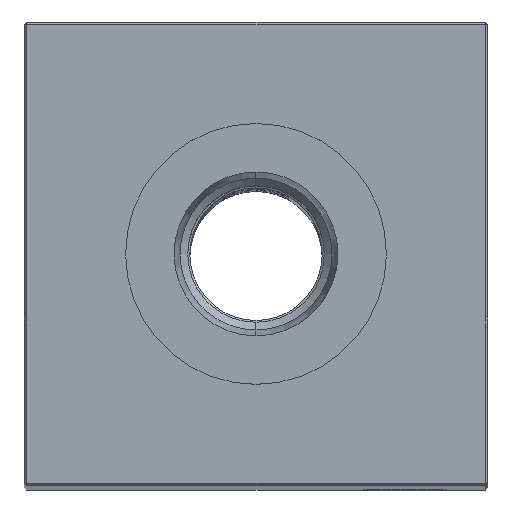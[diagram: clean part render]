
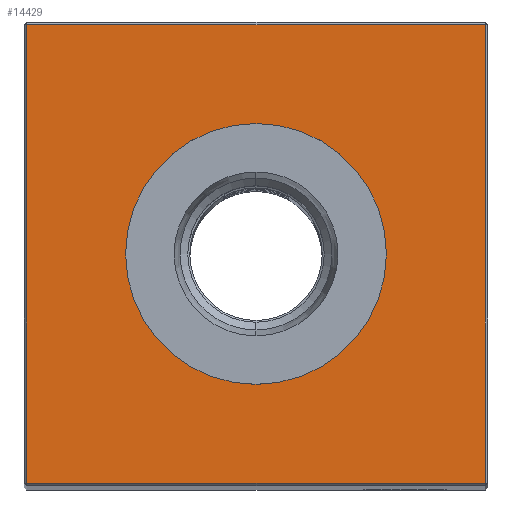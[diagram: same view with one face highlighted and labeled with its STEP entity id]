
A CAD part, top view. The second image highlights one B-rep face of the part: STEP entity #14429.
In plain terms, the highlighted planar face has unit normal (0, 0, 1).
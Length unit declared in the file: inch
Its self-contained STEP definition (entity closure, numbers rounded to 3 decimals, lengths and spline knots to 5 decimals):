
#175 = AXIS2_PLACEMENT_3D ( 'NONE', #799, #13964, #11222 ) ;
#332 = DIRECTION ( 'NONE',  ( -1., 0., 0. ) ) ;
#799 = CARTESIAN_POINT ( 'NONE',  ( 0., 0., 9. ) ) ;
#1856 = CARTESIAN_POINT ( 'NONE',  ( 0.865, -0.865, 9. ) ) ;
#2573 = CARTESIAN_POINT ( 'NONE',  ( -0.865, -0.865, 9. ) ) ;
#3027 = EDGE_CURVE ( 'NONE', #16810, #24010, #27483, .T. ) ;
#3060 = DIRECTION ( 'NONE',  ( -1., 0., 0. ) ) ;
#3927 = CARTESIAN_POINT ( 'NONE',  ( -0.865, 0., 9. ) ) ;
#4065 = DIRECTION ( 'NONE',  ( 0., -1., 0. ) ) ;
#4530 = DIRECTION ( 'NONE',  ( 0., 0., -1. ) ) ;
#4574 = ORIENTED_EDGE ( 'NONE', *, *, #5976, .T. ) ;
#4768 = VERTEX_POINT ( 'NONE', #14384 ) ;
#5534 = DIRECTION ( 'NONE',  ( 0., 0., -1. ) ) ;
#5976 = EDGE_CURVE ( 'NONE', #26268, #16810, #13930, .T. ) ;
#7625 = ORIENTED_EDGE ( 'NONE', *, *, #25848, .T. ) ;
#7693 = CARTESIAN_POINT ( 'NONE',  ( 0.865, 0., 9. ) ) ;
#9419 = CIRCLE ( 'NONE', #24150, 0.49213 ) ;
#9650 = ORIENTED_EDGE ( 'NONE', *, *, #3027, .T. ) ;
#9873 = VECTOR ( 'NONE', #4065, 39.37008 ) ;
#10353 = EDGE_LOOP ( 'NONE', ( #7625, #22466 ) ) ;
#11187 = VECTOR ( 'NONE', #16497, 39.37008 ) ;
#11222 = DIRECTION ( 'NONE',  ( -1., 0., 0. ) ) ;
#11656 = PLANE ( 'NONE',  #175 ) ;
#12105 = VERTEX_POINT ( 'NONE', #28418 ) ;
#13349 = LINE ( 'NONE', #16098, #16790 ) ;
#13442 = EDGE_CURVE ( 'NONE', #4768, #12105, #9419, .T. ) ;
#13517 = EDGE_CURVE ( 'NONE', #14284, #26268, #28057, .T. ) ;
#13930 = LINE ( 'NONE', #24900, #14987 ) ;
#13964 = DIRECTION ( 'NONE',  ( 0., 0., -1. ) ) ;
#14284 = VERTEX_POINT ( 'NONE', #14997 ) ;
#14384 = CARTESIAN_POINT ( 'NONE',  ( 0., -0.49213, 9. ) ) ;
#14429 = ADVANCED_FACE ( 'NONE', ( #24938, #25090 ), #11656, .F. ) ;
#14987 = VECTOR ( 'NONE', #26788, 39.37008 ) ;
#14997 = CARTESIAN_POINT ( 'NONE',  ( -0.865, 0.865, 9. ) ) ;
#16098 = CARTESIAN_POINT ( 'NONE',  ( 0., 0.865, 9. ) ) ;
#16497 = DIRECTION ( 'NONE',  ( 0., 1., 0. ) ) ;
#16790 = VECTOR ( 'NONE', #332, 39.37008 ) ;
#16810 = VERTEX_POINT ( 'NONE', #1856 ) ;
#17865 = CARTESIAN_POINT ( 'NONE',  ( 0., 0., 9. ) ) ;
#17982 = CARTESIAN_POINT ( 'NONE',  ( 0., 0., 9. ) ) ;
#18031 = ORIENTED_EDGE ( 'NONE', *, *, #13517, .T. ) ;
#18034 = EDGE_CURVE ( 'NONE', #24010, #14284, #13349, .T. ) ;
#18055 = CIRCLE ( 'NONE', #25424, 0.49213 ) ;
#20143 = DIRECTION ( 'NONE',  ( -1., 0., 0. ) ) ;
#22093 = ORIENTED_EDGE ( 'NONE', *, *, #18034, .T. ) ;
#22466 = ORIENTED_EDGE ( 'NONE', *, *, #13442, .T. ) ;
#24010 = VERTEX_POINT ( 'NONE', #27762 ) ;
#24150 = AXIS2_PLACEMENT_3D ( 'NONE', #17865, #5534, #3060 ) ;
#24900 = CARTESIAN_POINT ( 'NONE',  ( 0., -0.865, 9. ) ) ;
#24938 = FACE_OUTER_BOUND ( 'NONE', #25586, .T. ) ;
#25090 = FACE_BOUND ( 'NONE', #10353, .T. ) ;
#25424 = AXIS2_PLACEMENT_3D ( 'NONE', #17982, #4530, #20143 ) ;
#25586 = EDGE_LOOP ( 'NONE', ( #18031, #4574, #9650, #22093 ) ) ;
#25848 = EDGE_CURVE ( 'NONE', #12105, #4768, #18055, .T. ) ;
#26268 = VERTEX_POINT ( 'NONE', #2573 ) ;
#26788 = DIRECTION ( 'NONE',  ( 1., 0., 0. ) ) ;
#27483 = LINE ( 'NONE', #7693, #11187 ) ;
#27762 = CARTESIAN_POINT ( 'NONE',  ( 0.865, 0.865, 9. ) ) ;
#28057 = LINE ( 'NONE', #3927, #9873 ) ;
#28418 = CARTESIAN_POINT ( 'NONE',  ( 0., 0.49213, 9. ) ) ;
